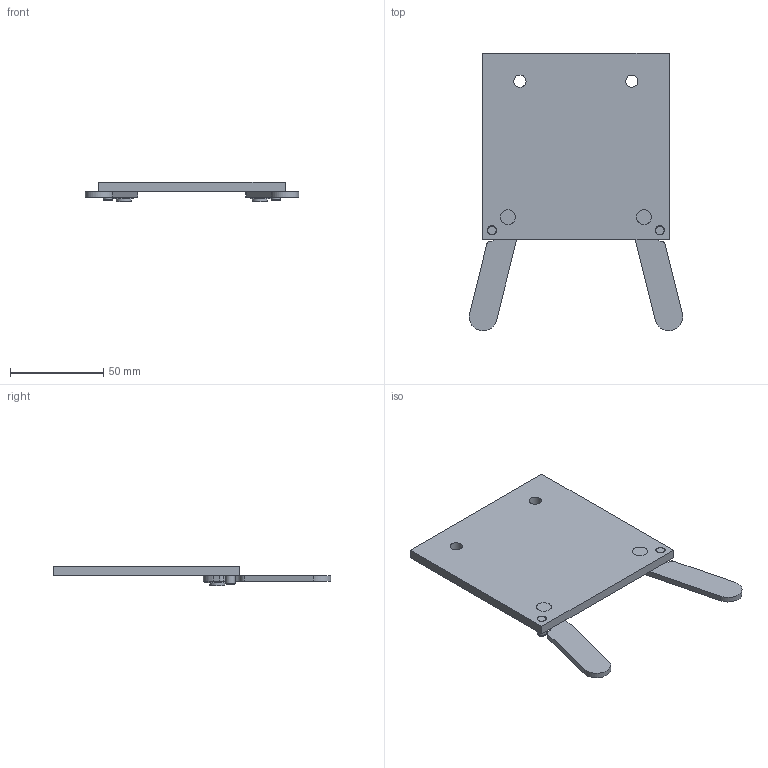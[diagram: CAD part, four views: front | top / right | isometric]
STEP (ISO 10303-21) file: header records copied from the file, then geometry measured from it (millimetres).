
FILE_DESCRIPTION(/* description */ (''),/* implementation_level */ '2;1');
FILE_NAME(/* name */ 'AssemblageStep4Assembled.stp',/* time_stamp */ '2022-05-30T17:58:18+02:00',/* author */ ('Nathann'),/* organization */ (''),/* preprocessor_version */ 'ST-DEVELOPER v16.13',/* originating_system */ 'Autodesk Inventor 2018',/* authorisation */ '');
FILE_SCHEMA (('AUTOMOTIVE_DESIGN { 1 0 10303 214 3 1 1 }'));
Length unit declared in the file: millimetre
Products named in the file (6): AssemblagePiecePresentation; 93600A511_316 Stainless Steel Dowel Pin; AxeJambe; 98317A224_Side-Mount External Retaining Ring; Jambe; PlaqueGuideBlocLame
Assembly tree (9 placements, depth 2):
  AssemblagePiecePresentation
    93600A511_316 Stainless Steel Dowel Pin  x2
    Jambe  x2
    AxeJambe  x2
    98317A224_Side-Mount External Retaining Ring  x2
    PlaqueGuideBlocLame
Bounding box: 114.61 x 148.86 x 10.5 mm (x, y, z)
Volume: 55943.6 mm3; surface area: 28476.4 mm2
Topology: 9 solids, 9 shells, 98 faces, 226 edges, 150 vertices
Faces by surface type: cylinder 50, plane 44, cone 4
Full cylindrical faces by diameter (mm): 5 x4, 6.6 x2, 7 x2, 8 x6, 8.2 x2
Entity records: 1809 total; most frequent: DIRECTION 312, CARTESIAN_POINT 268, ORIENTED_EDGE 228, AXIS2_PLACEMENT_3D 128, EDGE_CURVE 114, EDGE_LOOP 84, VERTEX_POINT 84, CIRCLE 58
